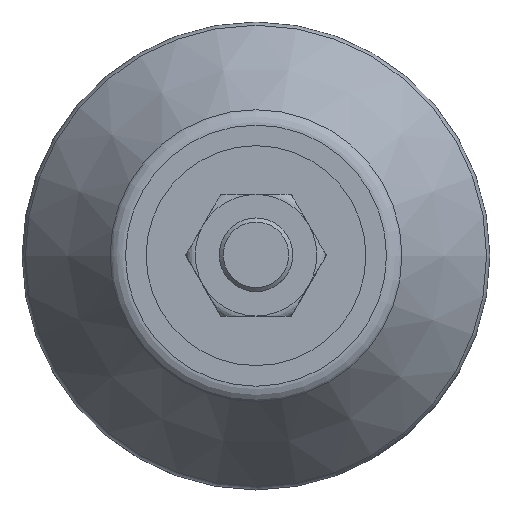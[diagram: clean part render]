
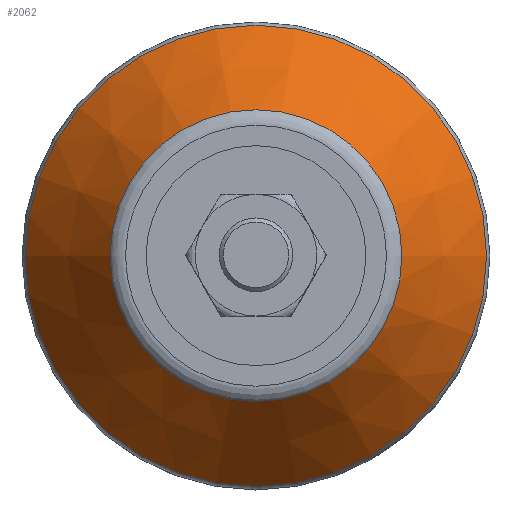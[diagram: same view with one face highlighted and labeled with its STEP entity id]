
A CAD part, top view. The second image highlights one B-rep face of the part: STEP entity #2062.
In plain terms, the highlighted conical face has half-angle 34.592 degrees and reference radius 20 mm.
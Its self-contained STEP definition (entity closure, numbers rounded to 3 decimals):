
#202=LINE('',#3154,#355);
#355=VECTOR('',#2504,20.);
#508=CONICAL_SURFACE('',#2243,20.,0.604);
#513=FACE_OUTER_BOUND('',#640,.T.);
#640=EDGE_LOOP('',(#1409,#1410,#1411,#1412));
#776=CIRCLE('',#2240,24.646);
#779=CIRCLE('',#2244,15.596);
#890=VERTEX_POINT('',#3146);
#892=VERTEX_POINT('',#3152);
#1090=EDGE_CURVE('',#890,#890,#776,.T.);
#1093=EDGE_CURVE('',#892,#892,#779,.T.);
#1094=EDGE_CURVE('',#892,#890,#202,.T.);
#1409=ORIENTED_EDGE('',*,*,#1093,.F.);
#1410=ORIENTED_EDGE('',*,*,#1094,.T.);
#1411=ORIENTED_EDGE('',*,*,#1090,.F.);
#1412=ORIENTED_EDGE('',*,*,#1094,.F.);
#2062=ADVANCED_FACE('',(#513),#508,.T.);
#2240=AXIS2_PLACEMENT_3D('',#3147,#2494,#2495);
#2243=AXIS2_PLACEMENT_3D('',#3151,#2500,#2501);
#2244=AXIS2_PLACEMENT_3D('',#3153,#2502,#2503);
#2494=DIRECTION('center_axis',(0.,0.,-1.));
#2495=DIRECTION('ref_axis',(-1.,0.,0.));
#2500=DIRECTION('center_axis',(0.,0.,-1.));
#2501=DIRECTION('ref_axis',(1.,0.,0.));
#2502=DIRECTION('center_axis',(0.,0.,1.));
#2503=DIRECTION('ref_axis',(-1.,0.,0.));
#2504=DIRECTION('',(-0.568,0.,-0.823));
#3146=CARTESIAN_POINT('',(-24.646,0.,11.013));
#3147=CARTESIAN_POINT('Origin',(0.,0.,11.013));
#3151=CARTESIAN_POINT('Origin',(0.,0.,17.75));
#3152=CARTESIAN_POINT('',(-15.596,0.,24.135));
#3153=CARTESIAN_POINT('Origin',(0.,0.,24.135));
#3154=CARTESIAN_POINT('',(-20.,0.,17.75));
